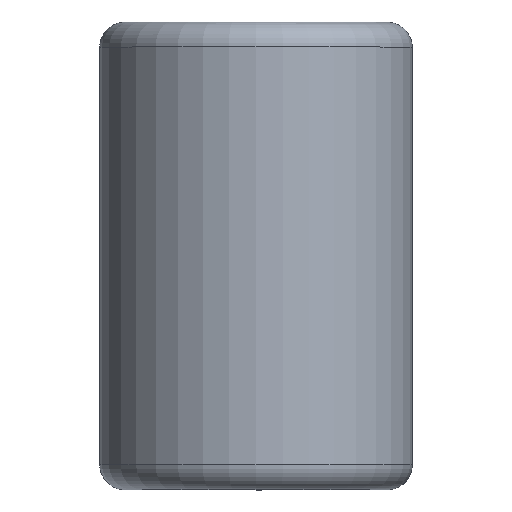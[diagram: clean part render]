
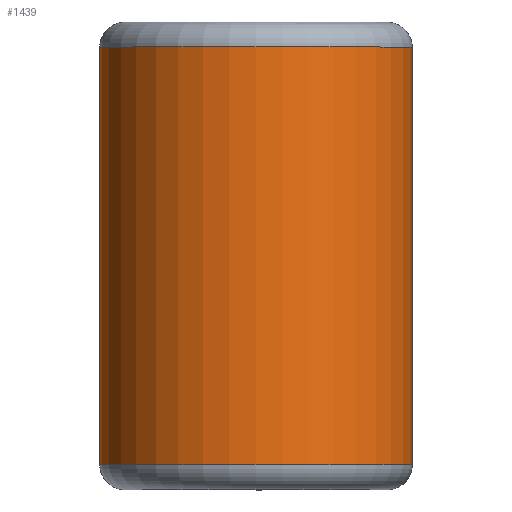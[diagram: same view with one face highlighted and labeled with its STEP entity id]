
A CAD part, top view. The second image highlights one B-rep face of the part: STEP entity #1439.
In plain terms, the highlighted cylindrical face has radius 4.775 mm (diameter 9.55 mm), a partial arc.
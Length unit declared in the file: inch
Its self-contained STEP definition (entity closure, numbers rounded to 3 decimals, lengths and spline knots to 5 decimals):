
#21 = VERTEX_POINT ( 'NONE', #2295 ) ;
#42 = ORIENTED_EDGE ( 'NONE', *, *, #2192, .F. ) ;
#72 = CYLINDRICAL_SURFACE ( 'NONE', #2133, 0.188 ) ;
#103 = CARTESIAN_POINT ( 'NONE',  ( 0., 0.25125, 0. ) ) ;
#153 = VERTEX_POINT ( 'NONE', #1478 ) ;
#232 = LINE ( 'NONE', #2074, #731 ) ;
#242 = EDGE_CURVE ( 'NONE', #21, #554, #724, .T. ) ;
#297 = DIRECTION ( 'NONE',  ( 0., 0., -1. ) ) ;
#485 = CARTESIAN_POINT ( 'NONE',  ( 0., 0.25, 0. ) ) ;
#554 = VERTEX_POINT ( 'NONE', #1366 ) ;
#560 = AXIS2_PLACEMENT_3D ( 'NONE', #103, #1407, #297 ) ;
#724 = CIRCLE ( 'NONE', #560, 0.188 ) ;
#731 = VECTOR ( 'NONE', #1685, 39.37008 ) ;
#876 = DIRECTION ( 'NONE',  ( 0., 0., -1. ) ) ;
#886 = DIRECTION ( 'NONE',  ( 0., -1., 0. ) ) ;
#906 = DIRECTION ( 'NONE',  ( 0., 1., 0. ) ) ;
#913 = EDGE_CURVE ( 'NONE', #2378, #21, #232, .T. ) ;
#1081 = ORIENTED_EDGE ( 'NONE', *, *, #913, .T. ) ;
#1209 = VECTOR ( 'NONE', #906, 39.37008 ) ;
#1241 = DIRECTION ( 'NONE',  ( 0., -1., 0. ) ) ;
#1364 = FACE_OUTER_BOUND ( 'NONE', #1503, .T. ) ;
#1366 = CARTESIAN_POINT ( 'NONE',  ( 0., 0.25125, -0.188 ) ) ;
#1407 = DIRECTION ( 'NONE',  ( 0., -1., 0. ) ) ;
#1439 = ADVANCED_FACE ( 'NONE', ( #1364 ), #72, .T. ) ;
#1440 = LINE ( 'NONE', #2243, #1209 ) ;
#1462 = EDGE_CURVE ( 'NONE', #2378, #153, #2026, .T. ) ;
#1478 = CARTESIAN_POINT ( 'NONE',  ( 0., -0.25125, -0.188 ) ) ;
#1503 = EDGE_LOOP ( 'NONE', ( #1081, #2324, #42, #2441 ) ) ;
#1685 = DIRECTION ( 'NONE',  ( 0., 1., 0. ) ) ;
#2009 = AXIS2_PLACEMENT_3D ( 'NONE', #2017, #886, #2212 ) ;
#2017 = CARTESIAN_POINT ( 'NONE',  ( 0., -0.25125, 0. ) ) ;
#2026 = CIRCLE ( 'NONE', #2009, 0.188 ) ;
#2074 = CARTESIAN_POINT ( 'NONE',  ( 0.188, 0.25125, 0. ) ) ;
#2133 = AXIS2_PLACEMENT_3D ( 'NONE', #485, #1241, #876 ) ;
#2192 = EDGE_CURVE ( 'NONE', #153, #554, #1440, .T. ) ;
#2212 = DIRECTION ( 'NONE',  ( 0., 0., -1. ) ) ;
#2243 = CARTESIAN_POINT ( 'NONE',  ( 0., 0.25125, -0.188 ) ) ;
#2295 = CARTESIAN_POINT ( 'NONE',  ( 0.188, 0.25125, 0. ) ) ;
#2310 = CARTESIAN_POINT ( 'NONE',  ( 0.188, -0.25125, 0. ) ) ;
#2324 = ORIENTED_EDGE ( 'NONE', *, *, #242, .T. ) ;
#2378 = VERTEX_POINT ( 'NONE', #2310 ) ;
#2441 = ORIENTED_EDGE ( 'NONE', *, *, #1462, .F. ) ;
